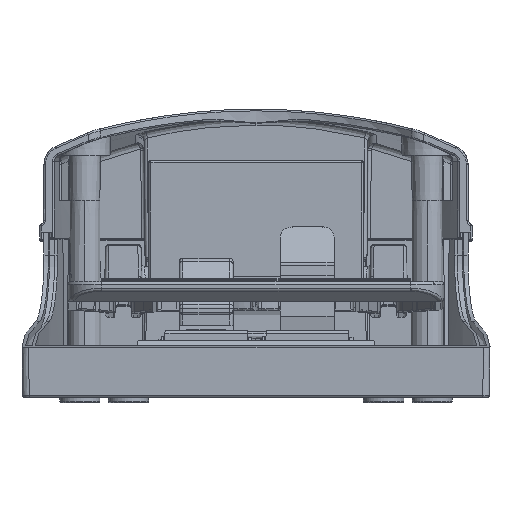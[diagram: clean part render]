
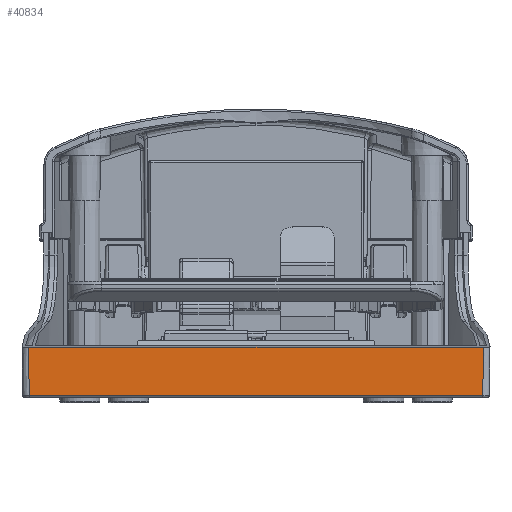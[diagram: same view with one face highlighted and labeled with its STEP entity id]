
A CAD part, left-side view. The second image highlights one B-rep face of the part: STEP entity #40834.
In plain terms, the highlighted planar face has unit normal (-1, 0, 0).
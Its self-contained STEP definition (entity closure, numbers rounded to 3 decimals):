
#2804 = CARTESIAN_POINT ( 'NONE',  ( -1., -67.58, 0.5 ) ) ;
#5683 = EDGE_LOOP ( 'NONE', ( #186911, #137557, #246641, #103298 ) ) ;
#6672 = DIRECTION ( 'NONE',  ( 0., 1., 0. ) ) ;
#16991 = DIRECTION ( 'NONE',  ( 0., 0.009, -1. ) ) ;
#18050 = EDGE_CURVE ( 'NONE', #215531, #241594, #244669, .T. ) ;
#21126 = EDGE_CURVE ( 'NONE', #106215, #30715, #112978, .T. ) ;
#28610 = CARTESIAN_POINT ( 'NONE',  ( -1., 70.088, 14.836 ) ) ;
#29384 = CARTESIAN_POINT ( 'NONE',  ( -1., 67.58, 0.5 ) ) ;
#29540 = CARTESIAN_POINT ( 'NONE',  ( -1., 67.706, 14.836 ) ) ;
#30715 = VERTEX_POINT ( 'NONE', #29384 ) ;
#34446 = FACE_OUTER_BOUND ( 'NONE', #5683, .T. ) ;
#40834 = ADVANCED_FACE ( 'NONE', ( #34446 ), #96475, .F. ) ;
#43354 = VECTOR ( 'NONE', #160384, 1000. ) ;
#64139 = DIRECTION ( 'NONE',  ( 1., 0., 0. ) ) ;
#74415 = EDGE_CURVE ( 'NONE', #30715, #241594, #82902, .T. ) ;
#82902 = LINE ( 'NONE', #238331, #204319 ) ;
#96475 = PLANE ( 'NONE',  #145569 ) ;
#99339 = CARTESIAN_POINT ( 'NONE',  ( -1., -69.797, 0.5 ) ) ;
#103298 = ORIENTED_EDGE ( 'NONE', *, *, #176262, .F. ) ;
#105043 = VECTOR ( 'NONE', #6672, 1000. ) ;
#106215 = VERTEX_POINT ( 'NONE', #2804 ) ;
#112978 = LINE ( 'NONE', #99339, #43354 ) ;
#131965 = LINE ( 'NONE', #207794, #238215 ) ;
#137557 = ORIENTED_EDGE ( 'NONE', *, *, #74415, .F. ) ;
#141311 = DIRECTION ( 'NONE',  ( 0., 1., 0. ) ) ;
#145569 = AXIS2_PLACEMENT_3D ( 'NONE', #179456, #64139, #141311 ) ;
#160384 = DIRECTION ( 'NONE',  ( 0., 1., 0. ) ) ;
#171296 = CARTESIAN_POINT ( 'NONE',  ( -1., -67.706, 14.836 ) ) ;
#176262 = EDGE_CURVE ( 'NONE', #215531, #106215, #131965, .T. ) ;
#179456 = CARTESIAN_POINT ( 'NONE',  ( -1., -69.797, 49. ) ) ;
#186911 = ORIENTED_EDGE ( 'NONE', *, *, #18050, .T. ) ;
#204319 = VECTOR ( 'NONE', #217181, 1000. ) ;
#207794 = CARTESIAN_POINT ( 'NONE',  ( -1., -67.706, 14.836 ) ) ;
#215531 = VERTEX_POINT ( 'NONE', #171296 ) ;
#217181 = DIRECTION ( 'NONE',  ( 0., 0.009, 1. ) ) ;
#238215 = VECTOR ( 'NONE', #16991, 1000. ) ;
#238331 = CARTESIAN_POINT ( 'NONE',  ( -1., 67.644, 7.788 ) ) ;
#241594 = VERTEX_POINT ( 'NONE', #29540 ) ;
#244669 = LINE ( 'NONE', #28610, #105043 ) ;
#246641 = ORIENTED_EDGE ( 'NONE', *, *, #21126, .F. ) ;
